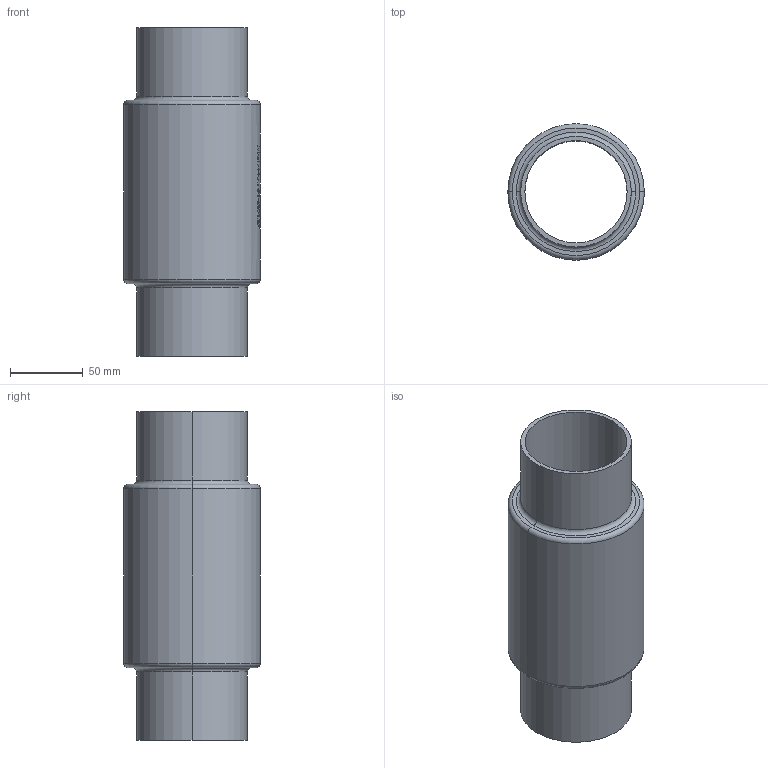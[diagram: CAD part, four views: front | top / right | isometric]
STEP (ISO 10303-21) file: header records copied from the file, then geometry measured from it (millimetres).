
FILE_DESCRIPTION (( 'STEP AP214' ), '1' );
FILE_NAME ('7110000_DN065_ PN16_51420127.STEP', '2022-03-04T08:23:54', ( 'axxx' ), ( 'Hewlett-Packard Company' ), 'SwSTEP 2.0', 'SolidWorks 2019', '' );
FILE_SCHEMA (( 'AUTOMOTIVE_DESIGN' ));
Length unit declared in the file: millimetre
Products named in the file (1): 7110000_DN065_ PN16_51420127
Bounding box: 93.7 x 93.7 x 226 mm (x, y, z)
Volume: 445352.5 mm3; surface area: 119302.6 mm2
Topology: 1 solids, 1 shells, 496 faces, 1333 edges, 886 vertices
Faces by surface type: plane 250, bspline 202, cylinder 36, torus 8
Entity records: 27130 total; most frequent: CARTESIAN_POINT 16166, ORIENTED_EDGE 2666, DIRECTION 1546, EDGE_CURVE 1333, VERTEX_POINT 886, VECTOR 734, LINE 734, EDGE_LOOP 545
